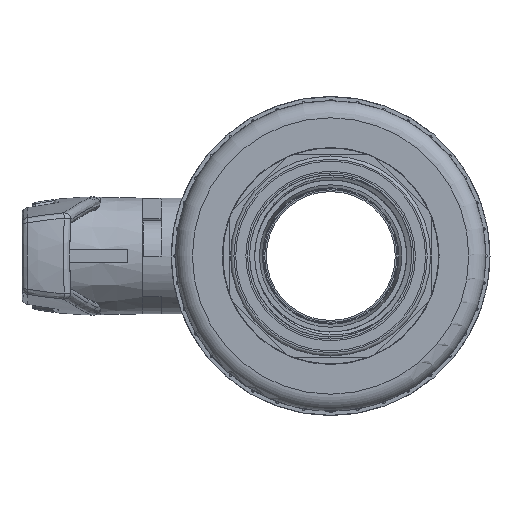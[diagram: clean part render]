
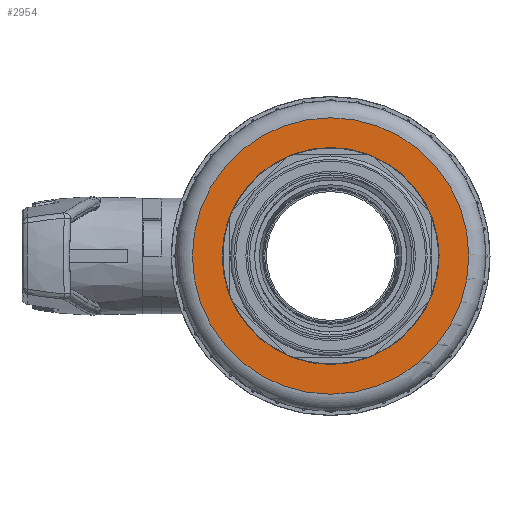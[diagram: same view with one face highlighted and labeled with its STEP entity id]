
A CAD part, left-side view. The second image highlights one B-rep face of the part: STEP entity #2954.
In plain terms, the highlighted planar face has unit normal (-1, 0, 0).
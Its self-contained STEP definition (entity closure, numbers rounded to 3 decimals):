
#899=FACE_BOUND('',#5804,.T.);
#900=FACE_BOUND('',#5805,.T.);
#2954=ADVANCED_FACE('',(#899,#900),#3619,.F.);
#3619=PLANE('',#21462);
#5804=EDGE_LOOP('',(#13645));
#5805=EDGE_LOOP('',(#13646));
#13645=ORIENTED_EDGE('',*,*,#18869,.T.);
#13646=ORIENTED_EDGE('',*,*,#18870,.T.);
#16180=VERTEX_POINT('',#52047);
#16181=VERTEX_POINT('',#52049);
#18869=EDGE_CURVE('',#16180,#16180,#19872,.T.);
#18870=EDGE_CURVE('',#16181,#16181,#19873,.T.);
#19872=CIRCLE('',#21460,40.75);
#19873=CIRCLE('',#21461,32.);
#21460=AXIS2_PLACEMENT_3D('',#52046,#26040,#26041);
#21461=AXIS2_PLACEMENT_3D('',#52048,#26042,#26043);
#21462=AXIS2_PLACEMENT_3D('',#52050,#26044,#26045);
#26040=DIRECTION('',(-1.,0.,0.));
#26041=DIRECTION('',(0.,1.,0.));
#26042=DIRECTION('',(1.,0.,0.));
#26043=DIRECTION('',(0.,0.,-1.));
#26044=DIRECTION('',(1.,0.,0.));
#26045=DIRECTION('',(0.,1.,0.));
#52046=CARTESIAN_POINT('',(-315.1,-1.25,0.));
#52047=CARTESIAN_POINT('',(-315.1,39.5,0.));
#52048=CARTESIAN_POINT('',(-315.1,-1.25,0.));
#52049=CARTESIAN_POINT('',(-315.1,-1.25,-32.));
#52050=CARTESIAN_POINT('',(-315.1,44.5,0.));
